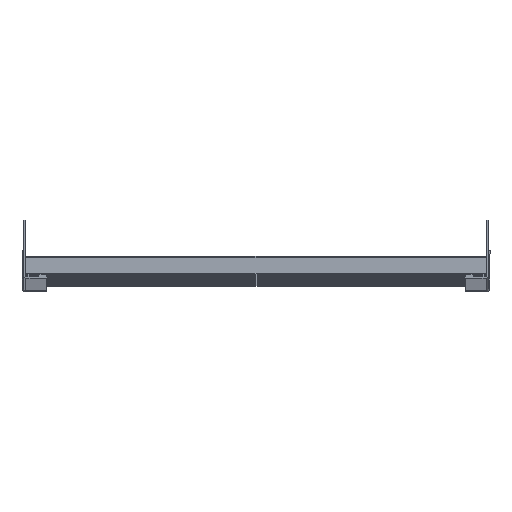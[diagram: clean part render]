
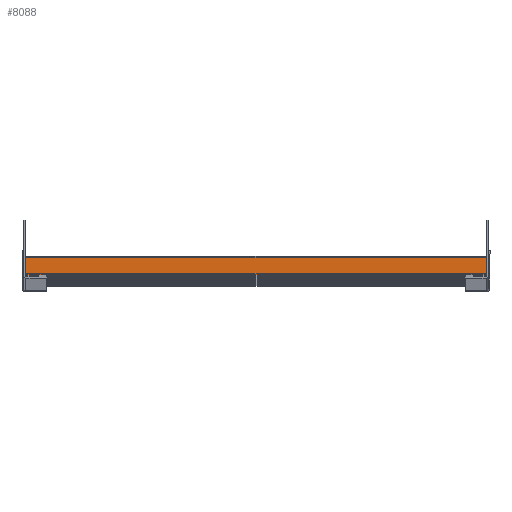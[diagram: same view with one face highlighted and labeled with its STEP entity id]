
A CAD part, top view. The second image highlights one B-rep face of the part: STEP entity #8088.
In plain terms, the highlighted planar face has unit normal (0, 0, 1).
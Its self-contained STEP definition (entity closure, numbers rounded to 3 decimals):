
#610 = LINE ( 'NONE', #1404, #613 ) ;
#613 = VECTOR ( 'NONE', #1406, 1000. ) ;
#614 = LINE ( 'NONE', #1408, #617 ) ;
#617 = VECTOR ( 'NONE', #1410, 1000. ) ;
#622 = LINE ( 'NONE', #1416, #625 ) ;
#625 = VECTOR ( 'NONE', #1418, 1000. ) ;
#654 = LINE ( 'NONE', #1448, #657 ) ;
#657 = VECTOR ( 'NONE', #1450, 1000. ) ;
#658 = LINE ( 'NONE', #1452, #661 ) ;
#661 = VECTOR ( 'NONE', #1453, 1000. ) ;
#1040 = FACE_OUTER_BOUND ( 'NONE', #3657, .T. ) ;
#1404 = CARTESIAN_POINT ( 'NONE',  ( 0.7, -18.709, 2877.21 ) ) ;
#1406 = DIRECTION ( 'NONE',  ( -1., 0., 0. ) ) ;
#1408 = CARTESIAN_POINT ( 'NONE',  ( 0.7, -18.709, 2877.21 ) ) ;
#1410 = DIRECTION ( 'NONE',  ( -1., 0., 0. ) ) ;
#1416 = CARTESIAN_POINT ( 'NONE',  ( 0.7, -18.709, 2877.21 ) ) ;
#1418 = DIRECTION ( 'NONE',  ( -1., 0., 0. ) ) ;
#1448 = CARTESIAN_POINT ( 'NONE',  ( 0.7, -2.709, 2877.21 ) ) ;
#1450 = DIRECTION ( 'NONE',  ( -1., 0., 0. ) ) ;
#1452 = CARTESIAN_POINT ( 'NONE',  ( -396.3, -18.709, 2877.21 ) ) ;
#1453 = DIRECTION ( 'NONE',  ( 0., 1., 0. ) ) ;
#1832 = CARTESIAN_POINT ( 'NONE',  ( 0.7, -18.709, 2877.21 ) ) ;
#1838 = PLANE ( 'NONE',  #10248 ) ;
#1840 = DIRECTION ( 'NONE',  ( 0., 0., 1. ) ) ;
#1841 = DIRECTION ( 'NONE',  ( 0., -1., 0. ) ) ;
#3657 = EDGE_LOOP ( 'NONE', ( #18911, #18912, #18913, #18914, #18915, #18916, #18917, #18918 ) ) ;
#5361 = CARTESIAN_POINT ( 'NONE',  ( 0.7, -18.709, 2877.21 ) ) ;
#6164 = DIRECTION ( 'NONE',  ( 1., 0., 0. ) ) ;
#6165 = CARTESIAN_POINT ( 'NONE',  ( 0.7, -18.709, 2877.21 ) ) ;
#6166 = DIRECTION ( 'NONE',  ( 1., 0., 0. ) ) ;
#6167 = CARTESIAN_POINT ( 'NONE',  ( 0.7, -18.709, 2877.21 ) ) ;
#6168 = DIRECTION ( 'NONE',  ( 0., 1., 0. ) ) ;
#7813 = EDGE_CURVE ( 'NONE', #10692, #10702, #610, .T. ) ;
#7815 = EDGE_CURVE ( 'NONE', #10699, #10700, #614, .T. ) ;
#7819 = EDGE_CURVE ( 'NONE', #10703, #10706, #622, .T. ) ;
#7835 = EDGE_CURVE ( 'NONE', #10714, #10715, #654, .T. ) ;
#7837 = EDGE_CURVE ( 'NONE', #10702, #10715, #658, .T. ) ;
#8088 = ADVANCED_FACE ( 'NONE', ( #1040 ), #1838, .T. ) ;
#10248 = AXIS2_PLACEMENT_3D ( 'NONE', #1832, #1840, #1841 ) ;
#10692 = VERTEX_POINT ( 'NONE', #15688 ) ;
#10699 = VERTEX_POINT ( 'NONE', #15695 ) ;
#10700 = VERTEX_POINT ( 'NONE', #15696 ) ;
#10702 = VERTEX_POINT ( 'NONE', #15698 ) ;
#10703 = VERTEX_POINT ( 'NONE', #15699 ) ;
#10706 = VERTEX_POINT ( 'NONE', #15702 ) ;
#10714 = VERTEX_POINT ( 'NONE', #15710 ) ;
#10715 = VERTEX_POINT ( 'NONE', #15711 ) ;
#15688 = CARTESIAN_POINT ( 'NONE',  ( -385.1, -18.709, 2877.21 ) ) ;
#15695 = CARTESIAN_POINT ( 'NONE',  ( -17.3, -18.709, 2877.21 ) ) ;
#15696 = CARTESIAN_POINT ( 'NONE',  ( -378.3, -18.709, 2877.21 ) ) ;
#15698 = CARTESIAN_POINT ( 'NONE',  ( -396.3, -18.709, 2877.21 ) ) ;
#15699 = CARTESIAN_POINT ( 'NONE',  ( 0.7, -18.709, 2877.21 ) ) ;
#15702 = CARTESIAN_POINT ( 'NONE',  ( -10.5, -18.709, 2877.21 ) ) ;
#15710 = CARTESIAN_POINT ( 'NONE',  ( 0.7, -2.709, 2877.21 ) ) ;
#15711 = CARTESIAN_POINT ( 'NONE',  ( -396.3, -2.709, 2877.21 ) ) ;
#17129 = LINE ( 'NONE', #5361, #17132 ) ;
#17131 = LINE ( 'NONE', #6165, #17134 ) ;
#17132 = VECTOR ( 'NONE', #6164, 1000. ) ;
#17133 = LINE ( 'NONE', #6167, #17136 ) ;
#17134 = VECTOR ( 'NONE', #6166, 1000. ) ;
#17136 = VECTOR ( 'NONE', #6168, 1000. ) ;
#17590 = EDGE_CURVE ( 'NONE', #10692, #10700, #17129, .T. ) ;
#17591 = EDGE_CURVE ( 'NONE', #10699, #10706, #17131, .T. ) ;
#17592 = EDGE_CURVE ( 'NONE', #10703, #10714, #17133, .T. ) ;
#18911 = ORIENTED_EDGE ( 'NONE', *, *, #7837, .F. ) ;
#18912 = ORIENTED_EDGE ( 'NONE', *, *, #7813, .F. ) ;
#18913 = ORIENTED_EDGE ( 'NONE', *, *, #17590, .T. ) ;
#18914 = ORIENTED_EDGE ( 'NONE', *, *, #7815, .F. ) ;
#18915 = ORIENTED_EDGE ( 'NONE', *, *, #17591, .T. ) ;
#18916 = ORIENTED_EDGE ( 'NONE', *, *, #7819, .F. ) ;
#18917 = ORIENTED_EDGE ( 'NONE', *, *, #17592, .T. ) ;
#18918 = ORIENTED_EDGE ( 'NONE', *, *, #7835, .T. ) ;
